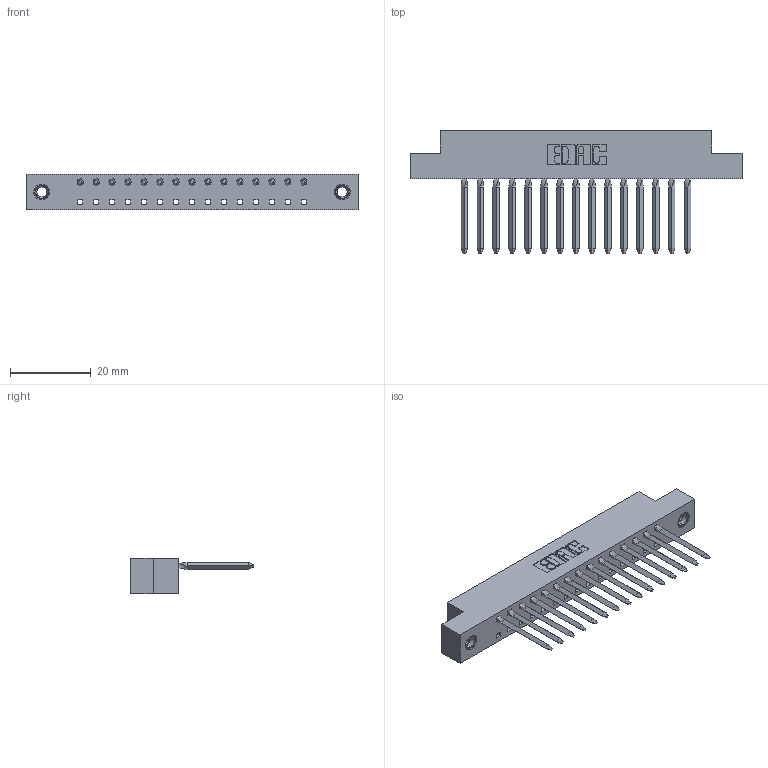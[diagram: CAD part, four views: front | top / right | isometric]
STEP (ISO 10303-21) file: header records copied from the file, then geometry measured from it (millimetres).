
FILE_DESCRIPTION (( 'STEP AP203' ), '1' );
FILE_NAME ('338-015-541-107.STEP', '2020-03-24T17:08:25', ( '' ), ( '' ), 'SwSTEP 2.0', 'SolidWorks 2016', '' );
FILE_SCHEMA (( 'CONFIG_CONTROL_DESIGN' ));
Length unit declared in the file: inch
Products named in the file (4): 345-250-001_345-250-005-103; 338-015-541-107; 338-210-001_338-210-015-004; 338-290-001_541
Assembly tree (18 placements, depth 2):
  338-015-541-107
    338-210-001_338-210-015-004
    338-290-001_541  x15
    345-250-001_345-250-005-103  x2
Bounding box: 82.45 x 30.56 x 8.71 mm (x, y, z)
Volume: 5729.8 mm3; surface area: 8962.4 mm2
Topology: 18 solids, 18 shells, 1549 faces, 4242 edges, 2710 vertices
Faces by surface type: plane 1057, cylinder 416, bspline 60, cone 12, torus 4
Entity records: 32819 total; most frequent: CARTESIAN_POINT 6588, ORIENTED_EDGE 5500, DIRECTION 5141, EDGE_CURVE 2750, VECTOR 2019, LINE 2019, VERTEX_POINT 1784, AXIS2_PLACEMENT_3D 1561
